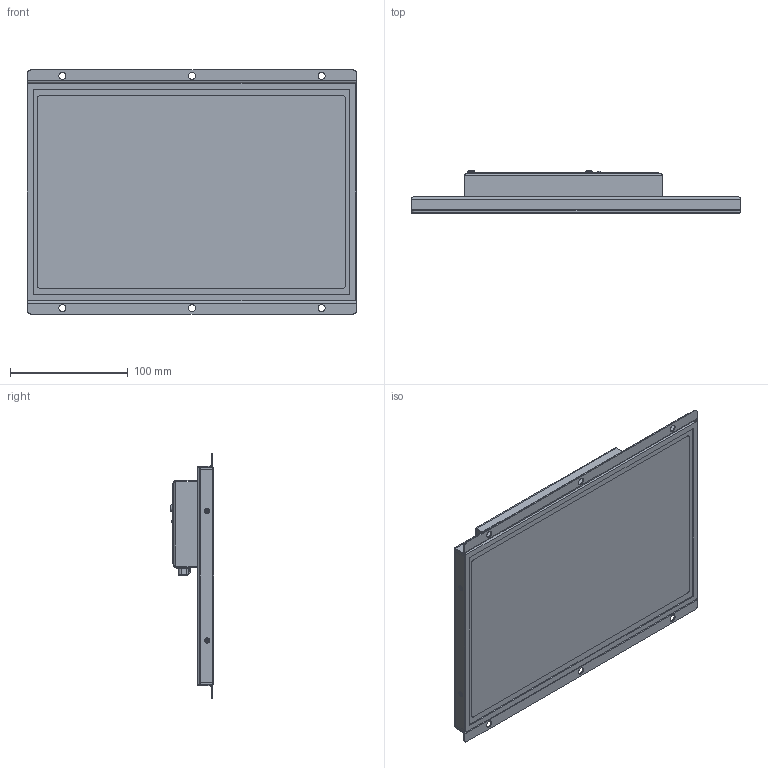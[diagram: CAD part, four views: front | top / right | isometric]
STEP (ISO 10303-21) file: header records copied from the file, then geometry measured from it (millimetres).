
FILE_DESCRIPTION(/* description */ ('TFT 12,1 Zoll 16_9 Rev.1.0'),/* implementation_level */ '2;1');
FILE_NAME(/* name */ '20000021 TFT 12,1 Zoll 16_9 Rev.1.0.stp',/* time_stamp */ '2019-08-21T15:09:17+02:00',/* author */ ('Uwe Kosiol'),/* organization */ (''),/* preprocessor_version */ 'ST-DEVELOPER v17.2',/* originating_system */ 'Autodesk Inventor 2019',/* authorisation */ '');
FILE_SCHEMA (('AUTOMOTIVE_DESIGN { 1 0 10303 214 3 1 1 }'));
Length unit declared in the file: millimetre
Products named in the file (13): 20000021; 00003462; 00000010; 00000089; 00003236; 00000067 ; 00000073 ; 00000074; ANSI B18.3.4M - M3 x 0.5 x 8; DIN EN ISO 7046-2 H - M2x3 - 8.8 - H1; 00003224; ANSI B18.3.4M - M3 x 0.5 x 5; 40000008
Assembly tree (29 placements, depth 2):
  20000021
    00003462
    00000010
    00000089
    00003236
    00000067 
    00003224  x8
    00000073 
    00000074
    ANSI B18.3.4M - M3 x 0.5 x 8  x2
    DIN EN ISO 7046-2 H - M2x3 - 8.8 - H1  x4
    ANSI B18.3.4M - M3 x 0.5 x 5  x6
    40000008  x2
Bounding box: 279.5 x 36.65 x 207 mm (x, y, z)
Volume: 660002.3 mm3; surface area: 329929.1 mm2
Topology: 72 solids, 72 shells, 2006 faces, 5062 edges, 3360 vertices
Faces by surface type: plane 1241, cylinder 442, bspline 144, cone 114, torus 56, sphere 9
Full cylindrical faces by diameter (mm): 0.5 x48, 0.8 x15, 1 x2, 1.5 x1, 1.567 x4, 2 x8, 2.459 x12, 2.5 x2, 2.6 x4, 2.9 x1, 3 x13, 3.2 x8, 3.3 x4, 3.4 x2, 3.5 x7, 3.8 x4, 5.41 x8, 5.42 x8, 5.7 x8, 6 x7, 8 x2
Entity records: 56521 total; most frequent: CARTESIAN_POINT 12442, ORIENTED_EDGE 8748, DIRECTION 8535, EDGE_CURVE 4374, LINE 2919, VECTOR 2919, VERTEX_POINT 2915, AXIS2_PLACEMENT_3D 2808
